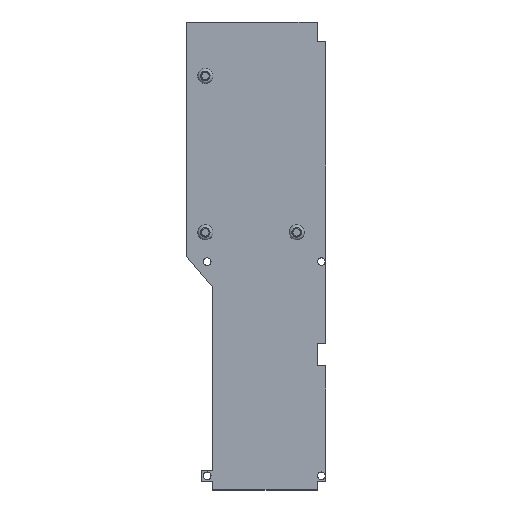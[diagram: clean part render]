
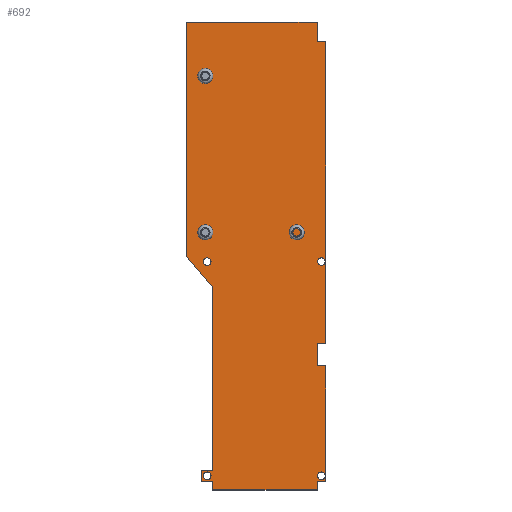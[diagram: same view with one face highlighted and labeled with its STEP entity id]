
A CAD part, top view. The second image highlights one B-rep face of the part: STEP entity #692.
In plain terms, the highlighted planar face has unit normal (0, 0, 1).
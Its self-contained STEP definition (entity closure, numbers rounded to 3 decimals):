
#19=FACE_BOUND('',#147,.T.);
#20=FACE_BOUND('',#148,.T.);
#21=FACE_BOUND('',#149,.T.);
#22=FACE_BOUND('',#150,.T.);
#23=FACE_BOUND('',#151,.T.);
#24=FACE_BOUND('',#152,.T.);
#45=CIRCLE('',#722,4.);
#51=CIRCLE('',#731,4.);
#55=CIRCLE('',#741,2.);
#57=CIRCLE('',#744,2.);
#59=CIRCLE('',#747,2.);
#61=CIRCLE('',#750,2.);
#105=FACE_OUTER_BOUND('',#146,.T.);
#146=EDGE_LOOP('',(#570,#571,#572,#573,#574,#575,#576,#577,#578,#579,#580,
#581,#582,#583,#584,#585,#586,#587));
#147=EDGE_LOOP('',(#588));
#148=EDGE_LOOP('',(#589));
#149=EDGE_LOOP('',(#590));
#150=EDGE_LOOP('',(#591));
#151=EDGE_LOOP('',(#592));
#152=EDGE_LOOP('',(#593));
#165=LINE('',#988,#229);
#170=LINE('',#998,#234);
#182=LINE('',#1071,#246);
#185=LINE('',#1077,#249);
#188=LINE('',#1083,#252);
#191=LINE('',#1089,#255);
#194=LINE('',#1095,#258);
#197=LINE('',#1101,#261);
#200=LINE('',#1107,#264);
#203=LINE('',#1113,#267);
#206=LINE('',#1119,#270);
#209=LINE('',#1125,#273);
#212=LINE('',#1129,#276);
#214=LINE('',#1134,#278);
#217=LINE('',#1140,#281);
#220=LINE('',#1146,#284);
#223=LINE('',#1152,#287);
#226=LINE('',#1156,#290);
#229=VECTOR('',#786,10.);
#234=VECTOR('',#793,10.);
#246=VECTOR('',#879,10.);
#249=VECTOR('',#884,10.);
#252=VECTOR('',#889,10.);
#255=VECTOR('',#894,10.);
#258=VECTOR('',#899,10.);
#261=VECTOR('',#904,10.);
#264=VECTOR('',#909,10.);
#267=VECTOR('',#914,10.);
#270=VECTOR('',#919,10.);
#273=VECTOR('',#924,10.);
#276=VECTOR('',#929,10.);
#278=VECTOR('',#933,10.);
#281=VECTOR('',#938,10.);
#284=VECTOR('',#943,10.);
#287=VECTOR('',#948,10.);
#290=VECTOR('',#953,10.);
#293=VERTEX_POINT('',#986);
#294=VERTEX_POINT('',#987);
#298=VERTEX_POINT('',#997);
#302=VERTEX_POINT('',#1009);
#307=VERTEX_POINT('',#1024);
#311=VERTEX_POINT('',#1041);
#313=VERTEX_POINT('',#1047);
#315=VERTEX_POINT('',#1053);
#317=VERTEX_POINT('',#1059);
#321=VERTEX_POINT('',#1068);
#322=VERTEX_POINT('',#1070);
#324=VERTEX_POINT('',#1076);
#326=VERTEX_POINT('',#1082);
#328=VERTEX_POINT('',#1088);
#330=VERTEX_POINT('',#1094);
#332=VERTEX_POINT('',#1100);
#334=VERTEX_POINT('',#1106);
#336=VERTEX_POINT('',#1112);
#338=VERTEX_POINT('',#1118);
#340=VERTEX_POINT('',#1124);
#342=VERTEX_POINT('',#1133);
#344=VERTEX_POINT('',#1139);
#346=VERTEX_POINT('',#1145);
#348=VERTEX_POINT('',#1151);
#355=EDGE_CURVE('',#293,#294,#165,.T.);
#360=EDGE_CURVE('',#293,#298,#170,.T.);
#367=EDGE_CURVE('',#302,#302,#45,.T.);
#374=EDGE_CURVE('',#307,#307,#51,.T.);
#380=EDGE_CURVE('',#311,#311,#55,.T.);
#383=EDGE_CURVE('',#313,#313,#57,.T.);
#386=EDGE_CURVE('',#315,#315,#59,.T.);
#389=EDGE_CURVE('',#317,#317,#61,.T.);
#394=EDGE_CURVE('',#322,#321,#182,.T.);
#397=EDGE_CURVE('',#324,#322,#185,.T.);
#400=EDGE_CURVE('',#326,#324,#188,.T.);
#403=EDGE_CURVE('',#328,#326,#191,.T.);
#406=EDGE_CURVE('',#330,#328,#194,.T.);
#409=EDGE_CURVE('',#332,#330,#197,.T.);
#412=EDGE_CURVE('',#334,#332,#200,.T.);
#415=EDGE_CURVE('',#336,#334,#203,.T.);
#418=EDGE_CURVE('',#338,#336,#206,.T.);
#421=EDGE_CURVE('',#340,#338,#209,.T.);
#424=EDGE_CURVE('',#294,#340,#212,.T.);
#426=EDGE_CURVE('',#342,#298,#214,.T.);
#429=EDGE_CURVE('',#344,#342,#217,.T.);
#432=EDGE_CURVE('',#346,#344,#220,.T.);
#435=EDGE_CURVE('',#348,#346,#223,.T.);
#438=EDGE_CURVE('',#321,#348,#226,.T.);
#570=ORIENTED_EDGE('',*,*,#424,.T.);
#571=ORIENTED_EDGE('',*,*,#421,.T.);
#572=ORIENTED_EDGE('',*,*,#418,.T.);
#573=ORIENTED_EDGE('',*,*,#415,.T.);
#574=ORIENTED_EDGE('',*,*,#412,.T.);
#575=ORIENTED_EDGE('',*,*,#409,.T.);
#576=ORIENTED_EDGE('',*,*,#406,.T.);
#577=ORIENTED_EDGE('',*,*,#403,.T.);
#578=ORIENTED_EDGE('',*,*,#400,.T.);
#579=ORIENTED_EDGE('',*,*,#397,.T.);
#580=ORIENTED_EDGE('',*,*,#394,.T.);
#581=ORIENTED_EDGE('',*,*,#438,.T.);
#582=ORIENTED_EDGE('',*,*,#435,.T.);
#583=ORIENTED_EDGE('',*,*,#432,.T.);
#584=ORIENTED_EDGE('',*,*,#429,.T.);
#585=ORIENTED_EDGE('',*,*,#426,.T.);
#586=ORIENTED_EDGE('',*,*,#360,.F.);
#587=ORIENTED_EDGE('',*,*,#355,.T.);
#588=ORIENTED_EDGE('',*,*,#367,.F.);
#589=ORIENTED_EDGE('',*,*,#389,.T.);
#590=ORIENTED_EDGE('',*,*,#386,.T.);
#591=ORIENTED_EDGE('',*,*,#383,.T.);
#592=ORIENTED_EDGE('',*,*,#380,.T.);
#593=ORIENTED_EDGE('',*,*,#374,.F.);
#656=PLANE('',#768);
#692=ADVANCED_FACE('',(#105,#19,#20,#21,#22,#23,#24),#656,.T.);
#722=AXIS2_PLACEMENT_3D('',#1011,#808,#809);
#731=AXIS2_PLACEMENT_3D('',#1026,#827,#828);
#741=AXIS2_PLACEMENT_3D('',#1042,#849,#850);
#744=AXIS2_PLACEMENT_3D('',#1048,#856,#857);
#747=AXIS2_PLACEMENT_3D('',#1054,#863,#864);
#750=AXIS2_PLACEMENT_3D('',#1060,#870,#871);
#768=AXIS2_PLACEMENT_3D('',#1157,#954,#955);
#786=DIRECTION('',(0.643,-0.766,0.));
#793=DIRECTION('',(0.,1.,0.));
#808=DIRECTION('center_axis',(0.,0.,1.));
#809=DIRECTION('ref_axis',(-1.,0.,0.));
#827=DIRECTION('center_axis',(0.,0.,1.));
#828=DIRECTION('ref_axis',(-1.,0.,0.));
#849=DIRECTION('center_axis',(0.,0.,-1.));
#850=DIRECTION('ref_axis',(1.,0.,0.));
#856=DIRECTION('center_axis',(0.,0.,-1.));
#857=DIRECTION('ref_axis',(1.,0.,0.));
#863=DIRECTION('center_axis',(0.,0.,-1.));
#864=DIRECTION('ref_axis',(1.,0.,0.));
#870=DIRECTION('center_axis',(0.,0.,-1.));
#871=DIRECTION('ref_axis',(1.,0.,0.));
#879=DIRECTION('',(0.,1.,0.));
#884=DIRECTION('',(-1.,0.,0.));
#889=DIRECTION('',(0.,1.,0.));
#894=DIRECTION('',(1.,0.,0.));
#899=DIRECTION('',(0.,1.,0.));
#904=DIRECTION('',(1.,0.,0.));
#909=DIRECTION('',(0.,-1.,0.));
#914=DIRECTION('',(1.,0.,0.));
#919=DIRECTION('',(0.,-1.,0.));
#924=DIRECTION('',(-1.,0.,0.));
#929=DIRECTION('',(0.,-1.,0.));
#933=DIRECTION('',(-1.,0.,0.));
#938=DIRECTION('',(0.,1.,0.));
#943=DIRECTION('',(-1.,0.,0.));
#948=DIRECTION('',(0.,1.,0.));
#953=DIRECTION('',(1.,0.,0.));
#954=DIRECTION('center_axis',(0.,0.,1.));
#955=DIRECTION('ref_axis',(1.,0.,0.));
#986=CARTESIAN_POINT('',(30.,0.,3.));
#987=CARTESIAN_POINT('',(44.,-16.685,3.));
#988=CARTESIAN_POINT('',(30.,0.,3.));
#997=CARTESIAN_POINT('',(30.,123.5,3.));
#998=CARTESIAN_POINT('',(30.,123.5,3.));
#1009=CARTESIAN_POINT('',(44.,12.45,3.));
#1011=CARTESIAN_POINT('Origin',(40.,12.45,3.));
#1024=CARTESIAN_POINT('',(44.,95.,3.));
#1026=CARTESIAN_POINT('Origin',(40.,95.,3.));
#1041=CARTESIAN_POINT('',(99.25,-116.,3.));
#1042=CARTESIAN_POINT('Origin',(101.25,-116.,3.));
#1047=CARTESIAN_POINT('',(39.,-3.,3.));
#1048=CARTESIAN_POINT('Origin',(41.,-3.,3.));
#1053=CARTESIAN_POINT('',(39.,-116.,3.));
#1054=CARTESIAN_POINT('Origin',(41.,-116.,3.));
#1059=CARTESIAN_POINT('',(99.25,-3.,3.));
#1060=CARTESIAN_POINT('Origin',(101.25,-3.,3.));
#1068=CARTESIAN_POINT('',(99.,-46.,3.));
#1070=CARTESIAN_POINT('',(99.,-58.,3.));
#1071=CARTESIAN_POINT('',(99.,123.5,3.));
#1076=CARTESIAN_POINT('',(103.5,-58.,3.));
#1077=CARTESIAN_POINT('',(99.,-58.,3.));
#1082=CARTESIAN_POINT('',(103.5,-119.,3.));
#1083=CARTESIAN_POINT('',(103.5,-113.,3.));
#1088=CARTESIAN_POINT('',(99.,-119.,3.));
#1089=CARTESIAN_POINT('',(103.5,-119.,3.));
#1094=CARTESIAN_POINT('',(99.,-123.5,3.));
#1095=CARTESIAN_POINT('',(99.,123.5,3.));
#1100=CARTESIAN_POINT('',(44.,-123.5,3.));
#1101=CARTESIAN_POINT('',(99.,-123.5,3.));
#1106=CARTESIAN_POINT('',(44.,-119.,3.));
#1107=CARTESIAN_POINT('',(44.,-123.5,3.));
#1112=CARTESIAN_POINT('',(38.,-119.,3.));
#1113=CARTESIAN_POINT('',(44.,-119.,3.));
#1118=CARTESIAN_POINT('',(38.,-113.,3.));
#1119=CARTESIAN_POINT('',(38.,-119.,3.));
#1124=CARTESIAN_POINT('',(44.,-113.,3.));
#1125=CARTESIAN_POINT('',(38.,-113.,3.));
#1129=CARTESIAN_POINT('',(44.,-123.5,3.));
#1133=CARTESIAN_POINT('',(99.,123.5,3.));
#1134=CARTESIAN_POINT('',(44.,123.5,3.));
#1139=CARTESIAN_POINT('',(99.,113.,3.));
#1140=CARTESIAN_POINT('',(99.,113.,3.));
#1145=CARTESIAN_POINT('',(103.5,113.,3.));
#1146=CARTESIAN_POINT('',(103.5,113.,3.));
#1151=CARTESIAN_POINT('',(103.5,-46.,3.));
#1152=CARTESIAN_POINT('',(103.5,-46.,3.));
#1156=CARTESIAN_POINT('',(99.,-46.,3.));
#1157=CARTESIAN_POINT('Origin',(70.75,0.,3.));
